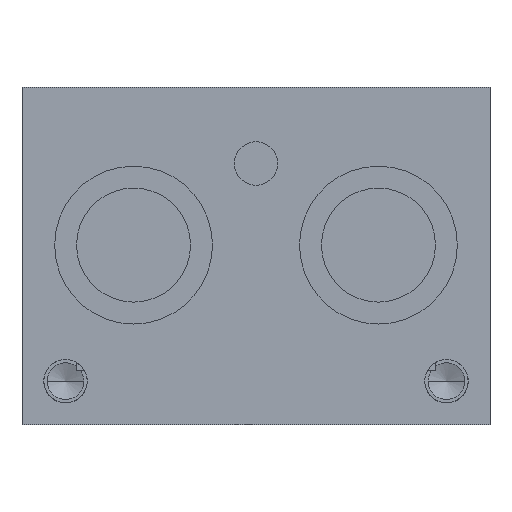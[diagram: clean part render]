
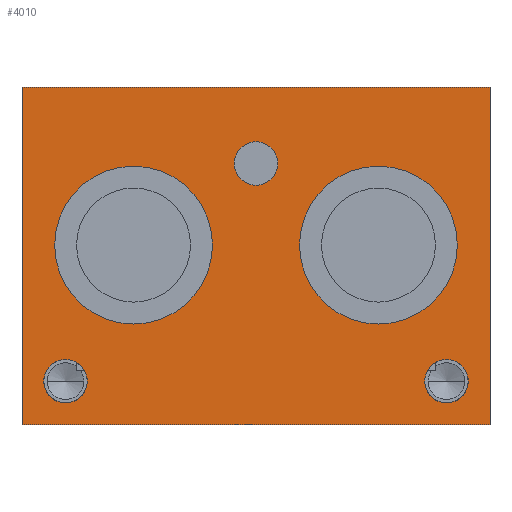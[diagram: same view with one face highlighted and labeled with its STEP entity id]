
A CAD part, front view. The second image highlights one B-rep face of the part: STEP entity #4010.
In plain terms, the highlighted planar face has unit normal (0, -1, 0).
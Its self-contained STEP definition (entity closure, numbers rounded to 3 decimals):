
#2320 = EDGE_CURVE( '', #6184, #5468, #6754, .T. );
#2418 = VERTEX_POINT( '', #6860 );
#2900 = VERTEX_POINT( '', #7397 );
#3042 = EDGE_CURVE( '', #3604, #5956, #7551, .T. );
#3528 = VERTEX_POINT( '', #8080 );
#3570 = VERTEX_POINT( '', #8124 );
#3604 = VERTEX_POINT( '', #8164 );
#3802 = VERTEX_POINT( '', #8378 );
#3886 = EDGE_CURVE( '', #5570, #6184, #8469, .T. );
#3988 = VERTEX_POINT( '', #8579 );
#4010 = ADVANCED_FACE( '', ( #8605, #8606, #8607, #8608, #8609, #8610 ), #8611, .F. );
#4014 = EDGE_CURVE( '', #6012, #6434, #8615, .T. );
#4514 = EDGE_CURVE( '', #3988, #3570, #9215, .T. );
#4560 = EDGE_CURVE( '', #3802, #3528, #9282, .T. );
#4614 = EDGE_CURVE( '', #2900, #6116, #9342, .T. );
#4828 = EDGE_CURVE( '', #5956, #3604, #9578, .T. );
#4938 = EDGE_CURVE( '', #5468, #2418, #9707, .T. );
#4950 = EDGE_CURVE( '', #6434, #6012, #9722, .T. );
#5468 = VERTEX_POINT( '', #10303 );
#5552 = EDGE_CURVE( '', #3570, #3988, #10400, .T. );
#5570 = VERTEX_POINT( '', #10419 );
#5956 = VERTEX_POINT( '', #10849 );
#5988 = EDGE_CURVE( '', #5570, #2418, #10886, .T. );
#6012 = VERTEX_POINT( '', #10912 );
#6116 = VERTEX_POINT( '', #11030 );
#6154 = EDGE_CURVE( '', #6116, #2900, #11069, .T. );
#6184 = VERTEX_POINT( '', #11102 );
#6246 = EDGE_CURVE( '', #3528, #3802, #11178, .T. );
#6434 = VERTEX_POINT( '', #11378 );
#6754 = LINE( '', #11760, #11761 );
#6860 = CARTESIAN_POINT( '', ( 279., 0., 45. ) );
#7397 = CARTESIAN_POINT( '', ( 318., 0., 93. ) );
#7551 = CIRCLE( '', #13051, 4. );
#8080 = CARTESIAN_POINT( '', ( 330., 0., 78. ) );
#8124 = CARTESIAN_POINT( '', ( 285., 0., 78. ) );
#8164 = CARTESIAN_POINT( '', ( 353., 0., 53. ) );
#8378 = CARTESIAN_POINT( '', ( 359., 0., 78. ) );
#8469 = LINE( '', #14510, #14511 );
#8579 = CARTESIAN_POINT( '', ( 314., 0., 78. ) );
#8605 = FACE_BOUND( '', #14709, .T. );
#8606 = FACE_BOUND( '', #14710, .T. );
#8607 = FACE_BOUND( '', #14711, .T. );
#8608 = FACE_BOUND( '', #14712, .T. );
#8609 = FACE_BOUND( '', #14713, .T. );
#8610 = FACE_OUTER_BOUND( '', #14714, .T. );
#8611 = PLANE( '', #14715 );
#8615 = CIRCLE( '', #14722, 4. );
#9215 = CIRCLE( '', #15553, 14.5 );
#9282 = CIRCLE( '', #15642, 14.5 );
#9342 = CIRCLE( '', #15723, 4. );
#9578 = CIRCLE( '', #16107, 4. );
#9707 = LINE( '', #16316, #16317 );
#9722 = CIRCLE( '', #16336, 4. );
#10303 = CARTESIAN_POINT( '', ( 365., 0., 45. ) );
#10400 = CIRCLE( '', #17381, 14.5 );
#10419 = CARTESIAN_POINT( '', ( 279., 0., 107. ) );
#10849 = CARTESIAN_POINT( '', ( 361., 0., 53. ) );
#10886 = LINE( '', #18162, #18163 );
#10912 = CARTESIAN_POINT( '', ( 291., 0., 53. ) );
#11030 = CARTESIAN_POINT( '', ( 326., 0., 93. ) );
#11069 = CIRCLE( '', #18404, 4. );
#11102 = CARTESIAN_POINT( '', ( 365., 0., 107. ) );
#11178 = CIRCLE( '', #18550, 14.5 );
#11378 = CARTESIAN_POINT( '', ( 283., 0., 53. ) );
#11760 = CARTESIAN_POINT( '', ( 365., 0., 76. ) );
#11761 = VECTOR( '', #19319, 1. );
#13051 = AXIS2_PLACEMENT_3D( '', #20294, #20295, #20296 );
#14510 = CARTESIAN_POINT( '', ( 322., 0., 107. ) );
#14511 = VECTOR( '', #21290, 1. );
#14709 = EDGE_LOOP( '', ( #21440, #21441 ) );
#14710 = EDGE_LOOP( '', ( #21442, #21443 ) );
#14711 = EDGE_LOOP( '', ( #21444, #21445 ) );
#14712 = EDGE_LOOP( '', ( #21446, #21447 ) );
#14713 = EDGE_LOOP( '', ( #21448, #21449 ) );
#14714 = EDGE_LOOP( '', ( #21450, #21451, #21452, #21453 ) );
#14715 = AXIS2_PLACEMENT_3D( '', #21454, #21455, #21456 );
#14722 = AXIS2_PLACEMENT_3D( '', #21458, #21459, #21460 );
#15553 = AXIS2_PLACEMENT_3D( '', #22234, #22235, #22236 );
#15642 = AXIS2_PLACEMENT_3D( '', #22341, #22342, #22343 );
#15723 = AXIS2_PLACEMENT_3D( '', #22406, #22407, #22408 );
#16107 = AXIS2_PLACEMENT_3D( '', #22672, #22673, #22674 );
#16316 = CARTESIAN_POINT( '', ( 322., 0., 45. ) );
#16317 = VECTOR( '', #22846, 1. );
#16336 = AXIS2_PLACEMENT_3D( '', #22876, #22877, #22878 );
#17381 = AXIS2_PLACEMENT_3D( '', #23705, #23706, #23707 );
#18162 = CARTESIAN_POINT( '', ( 279., 0., 76. ) );
#18163 = VECTOR( '', #24287, 1. );
#18404 = AXIS2_PLACEMENT_3D( '', #24481, #24482, #24483 );
#18550 = AXIS2_PLACEMENT_3D( '', #24671, #24672, #24673 );
#19319 = DIRECTION( '', ( 0., 0., -1. ) );
#20294 = CARTESIAN_POINT( '', ( 357., 0., 53. ) );
#20295 = DIRECTION( '', ( 0., 1., 0. ) );
#20296 = DIRECTION( '', ( 1., 0., 0. ) );
#21290 = DIRECTION( '', ( 1., 0., 0. ) );
#21440 = ORIENTED_EDGE( '', *, *, #4560, .T. );
#21441 = ORIENTED_EDGE( '', *, *, #6246, .T. );
#21442 = ORIENTED_EDGE( '', *, *, #4014, .T. );
#21443 = ORIENTED_EDGE( '', *, *, #4950, .T. );
#21444 = ORIENTED_EDGE( '', *, *, #4828, .T. );
#21445 = ORIENTED_EDGE( '', *, *, #3042, .T. );
#21446 = ORIENTED_EDGE( '', *, *, #4514, .T. );
#21447 = ORIENTED_EDGE( '', *, *, #5552, .T. );
#21448 = ORIENTED_EDGE( '', *, *, #6154, .T. );
#21449 = ORIENTED_EDGE( '', *, *, #4614, .T. );
#21450 = ORIENTED_EDGE( '', *, *, #5988, .T. );
#21451 = ORIENTED_EDGE( '', *, *, #4938, .F. );
#21452 = ORIENTED_EDGE( '', *, *, #2320, .F. );
#21453 = ORIENTED_EDGE( '', *, *, #3886, .F. );
#21454 = CARTESIAN_POINT( '', ( 322., 0., 76. ) );
#21455 = DIRECTION( '', ( 0., 1., 0. ) );
#21456 = DIRECTION( '', ( 0., 0., 1. ) );
#21458 = CARTESIAN_POINT( '', ( 287., 0., 53. ) );
#21459 = DIRECTION( '', ( 0., 1., 0. ) );
#21460 = DIRECTION( '', ( 1., 0., 0. ) );
#22234 = CARTESIAN_POINT( '', ( 299.5, 0., 78. ) );
#22235 = DIRECTION( '', ( 0., 1., 0. ) );
#22236 = DIRECTION( '', ( 1., 0., 0. ) );
#22341 = CARTESIAN_POINT( '', ( 344.5, 0., 78. ) );
#22342 = DIRECTION( '', ( 0., 1., 0. ) );
#22343 = DIRECTION( '', ( 1., 0., 0. ) );
#22406 = CARTESIAN_POINT( '', ( 322., 0., 93. ) );
#22407 = DIRECTION( '', ( 0., 1., 0. ) );
#22408 = DIRECTION( '', ( 1., 0., 0. ) );
#22672 = CARTESIAN_POINT( '', ( 357., 0., 53. ) );
#22673 = DIRECTION( '', ( 0., 1., 0. ) );
#22674 = DIRECTION( '', ( 1., 0., 0. ) );
#22846 = DIRECTION( '', ( -1., 0., 0. ) );
#22876 = CARTESIAN_POINT( '', ( 287., 0., 53. ) );
#22877 = DIRECTION( '', ( 0., 1., 0. ) );
#22878 = DIRECTION( '', ( 1., 0., 0. ) );
#23705 = CARTESIAN_POINT( '', ( 299.5, 0., 78. ) );
#23706 = DIRECTION( '', ( 0., 1., 0. ) );
#23707 = DIRECTION( '', ( 1., 0., 0. ) );
#24287 = DIRECTION( '', ( 0., 0., -1. ) );
#24481 = CARTESIAN_POINT( '', ( 322., 0., 93. ) );
#24482 = DIRECTION( '', ( 0., 1., 0. ) );
#24483 = DIRECTION( '', ( 1., 0., 0. ) );
#24671 = CARTESIAN_POINT( '', ( 344.5, 0., 78. ) );
#24672 = DIRECTION( '', ( 0., 1., 0. ) );
#24673 = DIRECTION( '', ( 1., 0., 0. ) );
